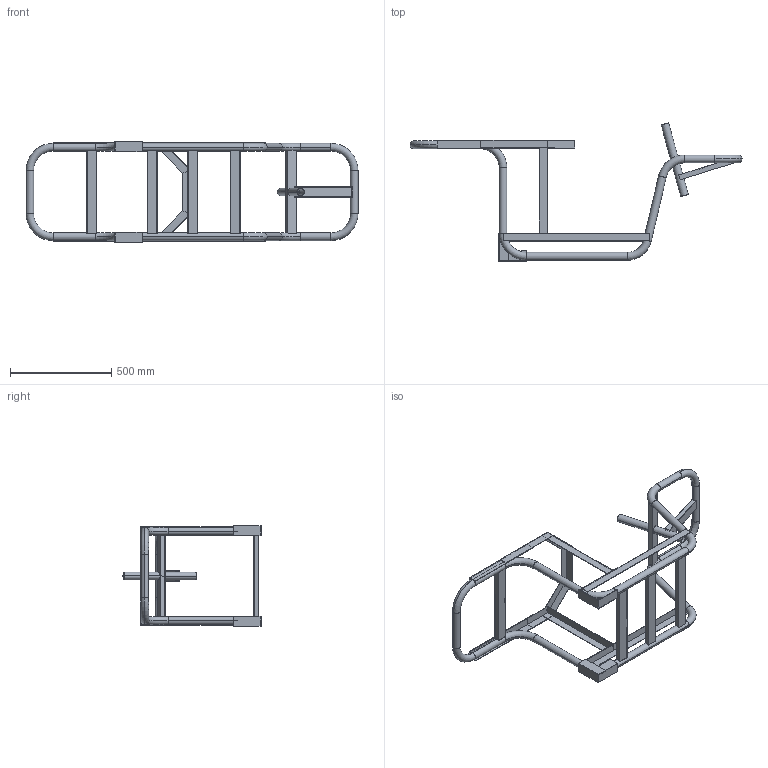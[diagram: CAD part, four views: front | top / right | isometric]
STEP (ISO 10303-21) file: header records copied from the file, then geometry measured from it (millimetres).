
FILE_DESCRIPTION (( 'STEP AP214' ), '1' );
FILE_NAME ('chasis 2 with weldings.STEP', '2024-10-25T04:46:47', ( '' ), ( '' ), 'SwSTEP 2.0', 'SolidWorks 2023', '' );
FILE_SCHEMA (( 'AUTOMOTIVE_DESIGN' ));
Length unit declared in the file: millimetre
Products named in the file (1): chasis 2 with weldings
Bounding box: 1637.46 x 681.13 x 495.71 mm (x, y, z)
Volume: 2181878 mm3; surface area: 2801636.8 mm2
Topology: 46 solids, 46 shells, 351 faces, 779 edges, 518 vertices
Faces by surface type: plane 226, cylinder 70, torus 55
Entity records: 10751 total; most frequent: CARTESIAN_POINT 2233, DIRECTION 1707, ORIENTED_EDGE 1558, EDGE_CURVE 779, AXIS2_PLACEMENT_3D 640, VERTEX_POINT 518, LINE 427, VECTOR 427
